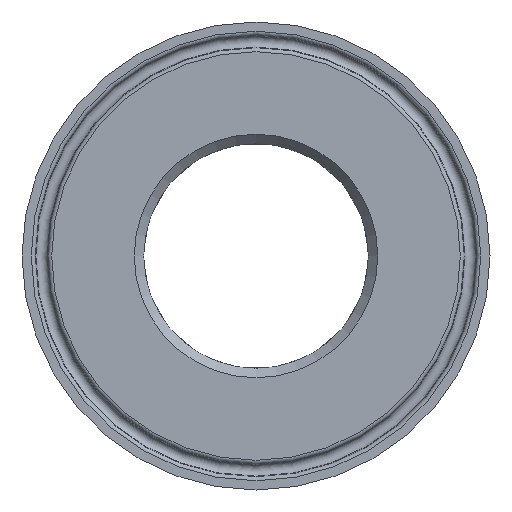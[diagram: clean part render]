
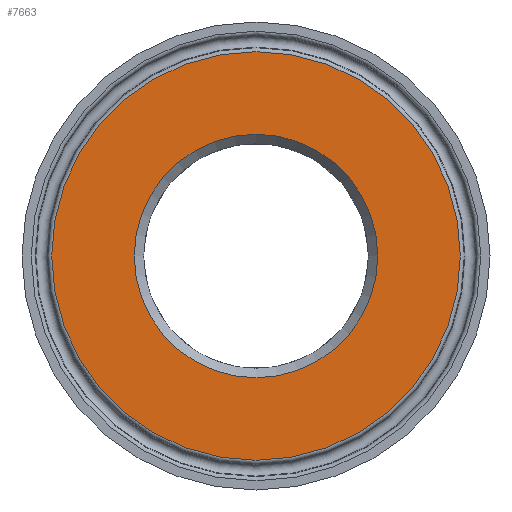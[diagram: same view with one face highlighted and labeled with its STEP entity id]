
A CAD part, left-side view. The second image highlights one B-rep face of the part: STEP entity #7663.
In plain terms, the highlighted planar face has unit normal (-1, 0, 0).
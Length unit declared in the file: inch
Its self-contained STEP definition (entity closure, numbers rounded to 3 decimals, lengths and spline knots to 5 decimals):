
#101=FACE_BOUND('',#1367,.T.);
#284=PLANE('',#8093);
#901=FACE_OUTER_BOUND('',#1366,.T.);
#1366=EDGE_LOOP('',(#7156));
#1367=EDGE_LOOP('',(#7157));
#1560=CIRCLE('',#8090,0.93094);
#1562=CIRCLE('',#8094,1.56256);
#3760=VERTEX_POINT('',#17002);
#3762=VERTEX_POINT('',#17008);
#4898=EDGE_CURVE('',#3760,#3760,#1560,.T.);
#4900=EDGE_CURVE('',#3762,#3762,#1562,.T.);
#7156=ORIENTED_EDGE('',*,*,#4900,.F.);
#7157=ORIENTED_EDGE('',*,*,#4898,.F.);
#7663=ADVANCED_FACE('',(#901,#101),#284,.T.);
#8090=AXIS2_PLACEMENT_3D('',#17003,#9454,#9455);
#8093=AXIS2_PLACEMENT_3D('',#17007,#9460,#9461);
#8094=AXIS2_PLACEMENT_3D('',#17009,#9462,#9463);
#9454=DIRECTION('center_axis',(-1.,0.,0.));
#9455=DIRECTION('ref_axis',(0.,-1.,0.));
#9460=DIRECTION('center_axis',(-1.,0.,0.));
#9461=DIRECTION('ref_axis',(0.,0.,1.));
#9462=DIRECTION('center_axis',(1.,0.,0.));
#9463=DIRECTION('ref_axis',(0.,-1.,0.));
#17002=CARTESIAN_POINT('',(0.,0.93094,0.));
#17003=CARTESIAN_POINT('Origin',(0.,0.,
0.));
#17007=CARTESIAN_POINT('Origin',(0.,1.22001,
0.));
#17008=CARTESIAN_POINT('',(0.,1.56256,0.));
#17009=CARTESIAN_POINT('Origin',(0.,0.,
0.));
